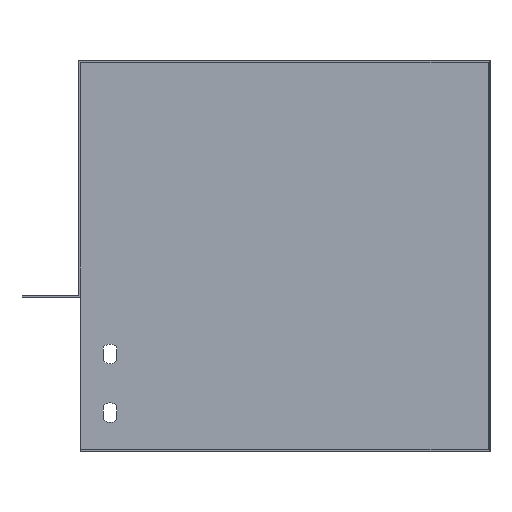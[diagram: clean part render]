
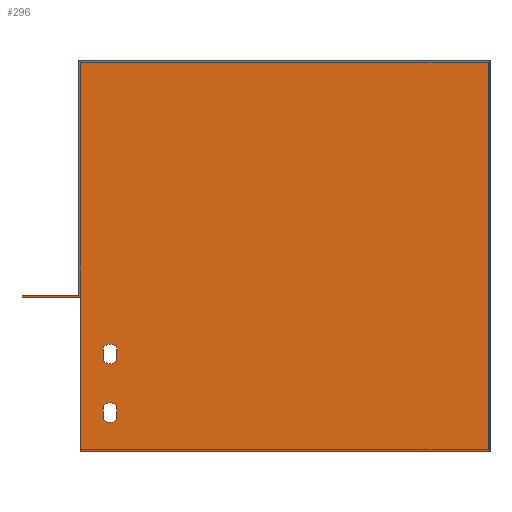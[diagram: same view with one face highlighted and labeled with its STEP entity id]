
A CAD part, left-side view. The second image highlights one B-rep face of the part: STEP entity #296.
In plain terms, the highlighted planar face has unit normal (-1, 0, 0).
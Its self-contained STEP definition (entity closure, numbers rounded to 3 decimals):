
#3 = ORIENTED_EDGE ( 'NONE', *, *, #203, .T. ) ;
#4 = ORIENTED_EDGE ( 'NONE', *, *, #219, .F. ) ;
#7 = ORIENTED_EDGE ( 'NONE', *, *, #1768, .T. ) ;
#8 = ORIENTED_EDGE ( 'NONE', *, *, #233, .T. ) ;
#9 = ORIENTED_EDGE ( 'NONE', *, *, #231, .T. ) ;
#10 = ORIENTED_EDGE ( 'NONE', *, *, #230, .T. ) ;
#11 = ORIENTED_EDGE ( 'NONE', *, *, #226, .F. ) ;
#12 = ORIENTED_EDGE ( 'NONE', *, *, #227, .T. ) ;
#13 = ORIENTED_EDGE ( 'NONE', *, *, #225, .F. ) ;
#15 = ORIENTED_EDGE ( 'NONE', *, *, #222, .F. ) ;
#38 = ORIENTED_EDGE ( 'NONE', *, *, #224, .F. ) ;
#47 = LINE ( 'NONE', #1293, #54 ) ;
#54 = VECTOR ( 'NONE', #1292, 1000. ) ;
#64 = CIRCLE ( 'NONE', #239, 5. ) ;
#66 = LINE ( 'NONE', #1494, #70 ) ;
#69 = LINE ( 'NONE', #1490, #72 ) ;
#70 = VECTOR ( 'NONE', #1497, 1000. ) ;
#71 = LINE ( 'NONE', #1488, #74 ) ;
#72 = VECTOR ( 'NONE', #1489, 1000. ) ;
#73 = CIRCLE ( 'NONE', #235, 5. ) ;
#74 = VECTOR ( 'NONE', #1487, 1000. ) ;
#75 = LINE ( 'NONE', #1496, #77 ) ;
#76 = LINE ( 'NONE', #1481, #79 ) ;
#77 = VECTOR ( 'NONE', #1495, 1000. ) ;
#78 = LINE ( 'NONE', #1486, #83 ) ;
#79 = VECTOR ( 'NONE', #1479, 1000. ) ;
#80 = LINE ( 'NONE', #1480, #85 ) ;
#82 = LINE ( 'NONE', #1477, #87 ) ;
#83 = VECTOR ( 'NONE', #1476, 1000. ) ;
#84 = LINE ( 'NONE', #1475, #89 ) ;
#85 = VECTOR ( 'NONE', #1474, 1000. ) ;
#86 = LINE ( 'NONE', #1473, #95 ) ;
#87 = VECTOR ( 'NONE', #1472, 1000. ) ;
#89 = VECTOR ( 'NONE', #1471, 1000. ) ;
#92 = CIRCLE ( 'NONE', #238, 5. ) ;
#94 = LINE ( 'NONE', #1459, #99 ) ;
#95 = VECTOR ( 'NONE', #1465, 1000. ) ;
#99 = VECTOR ( 'NONE', #1464, 1000. ) ;
#203 = EDGE_CURVE ( 'NONE', #1108, #1555, #47, .T. ) ;
#215 = EDGE_CURVE ( 'NONE', #1564, #1087, #64, .T. ) ;
#217 = EDGE_CURVE ( 'NONE', #1123, #1564, #66, .T. ) ;
#218 = EDGE_CURVE ( 'NONE', #1087, #1093, #69, .T. ) ;
#219 = EDGE_CURVE ( 'NONE', #1108, #1057, #71, .T. ) ;
#220 = EDGE_CURVE ( 'NONE', #1093, #1123, #73, .T. ) ;
#221 = EDGE_CURVE ( 'NONE', #1555, #1568, #75, .T. ) ;
#222 = EDGE_CURVE ( 'NONE', #1094, #1110, #76, .T. ) ;
#224 = EDGE_CURVE ( 'NONE', #1110, #1568, #78, .T. ) ;
#225 = EDGE_CURVE ( 'NONE', #1076, #1094, #80, .T. ) ;
#226 = EDGE_CURVE ( 'NONE', #1057, #1121, #82, .T. ) ;
#227 = EDGE_CURVE ( 'NONE', #1076, #1121, #84, .T. ) ;
#230 = EDGE_CURVE ( 'NONE', #1131, #1130, #86, .T. ) ;
#231 = EDGE_CURVE ( 'NONE', #1130, #1063, #92, .T. ) ;
#233 = EDGE_CURVE ( 'NONE', #1063, #1055, #94, .T. ) ;
#235 = AXIS2_PLACEMENT_3D ( 'NONE', #1484, #1483, #1482 ) ;
#238 = AXIS2_PLACEMENT_3D ( 'NONE', #1463, #1462, #1461 ) ;
#239 = AXIS2_PLACEMENT_3D ( 'NONE', #1493, #1492, #1491 ) ;
#246 = AXIS2_PLACEMENT_3D ( 'NONE', #1397, #1396, #1395 ) ;
#293 = ORIENTED_EDGE ( 'NONE', *, *, #221, .T. ) ;
#296 = ADVANCED_FACE ( 'NONE', ( #1631, #1628, #1625 ), #1401, .F. ) ;
#361 = EDGE_LOOP ( 'NONE', ( #4, #3, #293, #38, #15, #13, #12, #11 ) ) ;
#362 = EDGE_LOOP ( 'NONE', ( #985, #987, #989, #993 ) ) ;
#364 = EDGE_LOOP ( 'NONE', ( #10, #9, #8, #7 ) ) ;
#573 = CARTESIAN_POINT ( 'NONE',  ( 0., 190.5, -182.571 ) ) ;
#579 = CARTESIAN_POINT ( 'NONE',  ( 0., 190.5, -152.571 ) ) ;
#587 = CARTESIAN_POINT ( 'NONE',  ( 0., 209., -199. ) ) ;
#591 = CARTESIAN_POINT ( 'NONE',  ( 0., 190.5, -175.429 ) ) ;
#598 = CARTESIAN_POINT ( 'NONE',  ( 0., 190.5, -145.429 ) ) ;
#602 = CARTESIAN_POINT ( 'NONE',  ( 0., 239., -119. ) ) ;
#626 = CARTESIAN_POINT ( 'NONE',  ( 0., 0., 1. ) ) ;
#640 = CARTESIAN_POINT ( 'NONE',  ( 0., 209., -120. ) ) ;
#705 = CARTESIAN_POINT ( 'NONE',  ( 0., 197.5, -145.429 ) ) ;
#713 = CARTESIAN_POINT ( 'NONE',  ( 0., 210., 1. ) ) ;
#722 = CARTESIAN_POINT ( 'NONE',  ( 0., 197.5, -152.571 ) ) ;
#740 = CARTESIAN_POINT ( 'NONE',  ( 0., 210., -119. ) ) ;
#764 = CARTESIAN_POINT ( 'NONE',  ( 0., 197.5, -182.571 ) ) ;
#774 = CARTESIAN_POINT ( 'NONE',  ( 0., 197.5, -175.429 ) ) ;
#781 = CARTESIAN_POINT ( 'NONE',  ( 0., 239., -120. ) ) ;
#917 = DIRECTION ( 'NONE',  ( 0., 0., -1. ) ) ;
#918 = DIRECTION ( 'NONE',  ( 1., 0., 0. ) ) ;
#919 = CARTESIAN_POINT ( 'NONE',  ( 0., 194., -179. ) ) ;
#932 = CARTESIAN_POINT ( 'NONE',  ( 0., 0., -199. ) ) ;
#985 = ORIENTED_EDGE ( 'NONE', *, *, #217, .T. ) ;
#987 = ORIENTED_EDGE ( 'NONE', *, *, #215, .T. ) ;
#989 = ORIENTED_EDGE ( 'NONE', *, *, #218, .T. ) ;
#993 = ORIENTED_EDGE ( 'NONE', *, *, #220, .T. ) ;
#1055 = VERTEX_POINT ( 'NONE', #774 ) ;
#1057 = VERTEX_POINT ( 'NONE', #781 ) ;
#1063 = VERTEX_POINT ( 'NONE', #764 ) ;
#1076 = VERTEX_POINT ( 'NONE', #740 ) ;
#1087 = VERTEX_POINT ( 'NONE', #722 ) ;
#1093 = VERTEX_POINT ( 'NONE', #705 ) ;
#1094 = VERTEX_POINT ( 'NONE', #713 ) ;
#1108 = VERTEX_POINT ( 'NONE', #640 ) ;
#1110 = VERTEX_POINT ( 'NONE', #626 ) ;
#1121 = VERTEX_POINT ( 'NONE', #602 ) ;
#1123 = VERTEX_POINT ( 'NONE', #598 ) ;
#1130 = VERTEX_POINT ( 'NONE', #573 ) ;
#1131 = VERTEX_POINT ( 'NONE', #591 ) ;
#1196 = AXIS2_PLACEMENT_3D ( 'NONE', #919, #918, #917 ) ;
#1292 = DIRECTION ( 'NONE',  ( 0., 0., -1. ) ) ;
#1293 = CARTESIAN_POINT ( 'NONE',  ( 0., 209., 1. ) ) ;
#1395 = DIRECTION ( 'NONE',  ( 0., 1., 0. ) ) ;
#1396 = DIRECTION ( 'NONE',  ( 1., 0., 0. ) ) ;
#1397 = CARTESIAN_POINT ( 'NONE',  ( 0., 209., 1. ) ) ;
#1401 = PLANE ( 'NONE',  #246 ) ;
#1459 = CARTESIAN_POINT ( 'NONE',  ( 0., 197.5, -175.429 ) ) ;
#1461 = DIRECTION ( 'NONE',  ( 0., 0., -1. ) ) ;
#1462 = DIRECTION ( 'NONE',  ( 1., 0., 0. ) ) ;
#1463 = CARTESIAN_POINT ( 'NONE',  ( 0., 194., -179. ) ) ;
#1464 = DIRECTION ( 'NONE',  ( 0., 0., 1. ) ) ;
#1465 = DIRECTION ( 'NONE',  ( 0., 0., -1. ) ) ;
#1471 = DIRECTION ( 'NONE',  ( 0., 1., 0. ) ) ;
#1472 = DIRECTION ( 'NONE',  ( 0., 0., 1. ) ) ;
#1473 = CARTESIAN_POINT ( 'NONE',  ( 0., 190.5, -175.429 ) ) ;
#1474 = DIRECTION ( 'NONE',  ( 0., 0., 1. ) ) ;
#1475 = CARTESIAN_POINT ( 'NONE',  ( 0., 209., -119. ) ) ;
#1476 = DIRECTION ( 'NONE',  ( 0., 0., -1. ) ) ;
#1477 = CARTESIAN_POINT ( 'NONE',  ( 0., 239., -120. ) ) ;
#1479 = DIRECTION ( 'NONE',  ( 0., -1., 0. ) ) ;
#1480 = CARTESIAN_POINT ( 'NONE',  ( 0., 210., 1. ) ) ;
#1481 = CARTESIAN_POINT ( 'NONE',  ( 0., 209., 1. ) ) ;
#1482 = DIRECTION ( 'NONE',  ( 0., 0., -1. ) ) ;
#1483 = DIRECTION ( 'NONE',  ( 1., 0., 0. ) ) ;
#1484 = CARTESIAN_POINT ( 'NONE',  ( 0., 194., -149. ) ) ;
#1486 = CARTESIAN_POINT ( 'NONE',  ( 0., 0., 1. ) ) ;
#1487 = DIRECTION ( 'NONE',  ( 0., 1., 0. ) ) ;
#1488 = CARTESIAN_POINT ( 'NONE',  ( 0., 209., -120. ) ) ;
#1489 = DIRECTION ( 'NONE',  ( 0., 0., 1. ) ) ;
#1490 = CARTESIAN_POINT ( 'NONE',  ( 0., 197.5, -145.429 ) ) ;
#1491 = DIRECTION ( 'NONE',  ( 0., 0., -1. ) ) ;
#1492 = DIRECTION ( 'NONE',  ( 1., 0., 0. ) ) ;
#1493 = CARTESIAN_POINT ( 'NONE',  ( 0., 194., -149. ) ) ;
#1494 = CARTESIAN_POINT ( 'NONE',  ( 0., 190.5, -145.429 ) ) ;
#1495 = DIRECTION ( 'NONE',  ( 0., -1., 0. ) ) ;
#1496 = CARTESIAN_POINT ( 'NONE',  ( 0., 209., -199. ) ) ;
#1497 = DIRECTION ( 'NONE',  ( 0., 0., -1. ) ) ;
#1555 = VERTEX_POINT ( 'NONE', #587 ) ;
#1564 = VERTEX_POINT ( 'NONE', #579 ) ;
#1568 = VERTEX_POINT ( 'NONE', #932 ) ;
#1625 = FACE_BOUND ( 'NONE', #364, .T. ) ;
#1628 = FACE_OUTER_BOUND ( 'NONE', #361, .T. ) ;
#1631 = FACE_BOUND ( 'NONE', #362, .T. ) ;
#1743 = CIRCLE ( 'NONE', #1196, 5. ) ;
#1768 = EDGE_CURVE ( 'NONE', #1055, #1131, #1743, .T. ) ;
